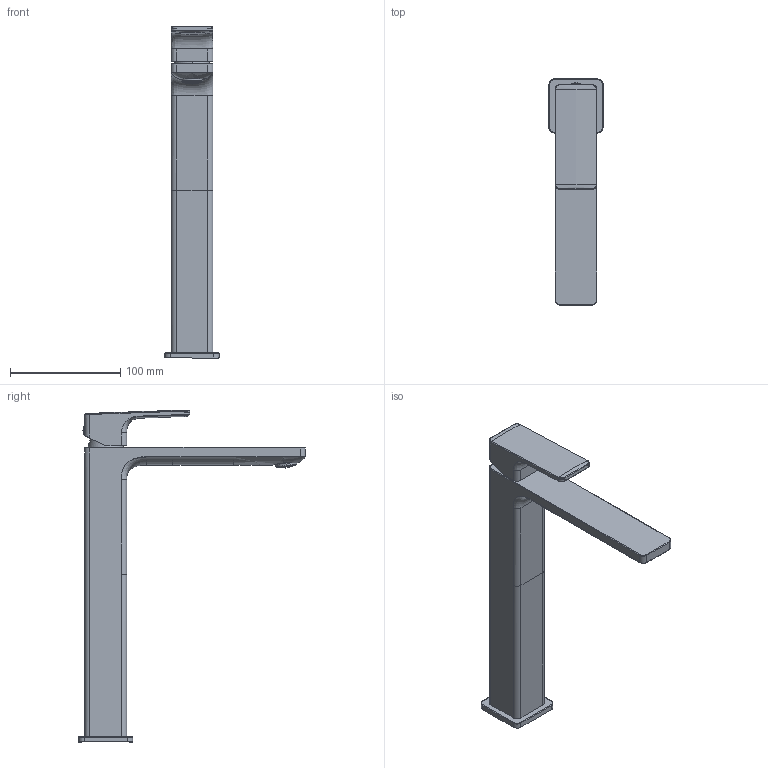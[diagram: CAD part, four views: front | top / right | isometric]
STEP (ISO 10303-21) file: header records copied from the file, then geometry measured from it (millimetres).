
FILE_DESCRIPTION(/* description */ (''),/* implementation_level */ '2;1');
FILE_NAME(/* name */ 'STEP - 168632200_2267469, 2267470, 2267471',/* time_stamp */ '2025-08-06T12:07:34+10:00',/* author */ (''),/* organization */ (''),/* preprocessor_version */ 'ST-DEVELOPER v16.5',/* originating_system */ 'Rhino 7.37',/* authorisation */ '');
FILE_SCHEMA (('AUTOMOTIVE_DESIGN'));
Products named in the file (1): Document
Bounding box: 49 x 205.42 x 300.94 mm (x, y, z)
Volume: 191232.3 mm3; surface area: 152656.6 mm2
Topology: 21 solids, 38 shells, 2225 faces, 6093 edges, 3887 vertices
Faces by surface type: plane 1098, bspline 638, cylinder 489
Entity records: 94285 total; most frequent: CARTESIAN_POINT 55772, ORIENTED_EDGE 12052, EDGE_CURVE 6072, B_SPLINE_CURVE_WITH_KNOTS 4143, VERTEX_POINT 3885, EDGE_LOOP 2475, ADVANCED_FACE 2225, FACE_OUTER_BOUND 2225
